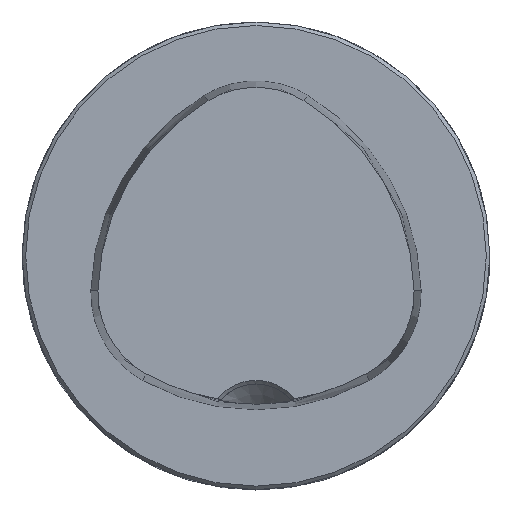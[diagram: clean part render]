
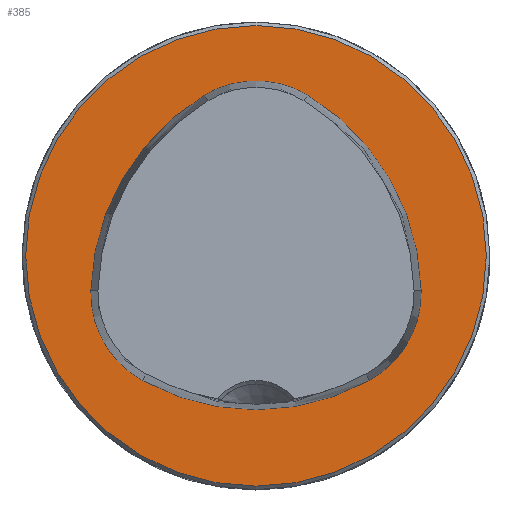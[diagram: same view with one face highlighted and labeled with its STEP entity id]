
A CAD part, top view. The second image highlights one B-rep face of the part: STEP entity #385.
In plain terms, the highlighted planar face has unit normal (0, 0, 1).
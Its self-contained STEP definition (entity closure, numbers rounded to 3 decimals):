
#63=PLANE('',#1503);
#385=ADVANCED_FACE('CU_E_LO_SU_1',(#501,#502),#63,.T.);
#501=FACE_BOUND('',#584,.T.);
#502=FACE_BOUND('',#585,.T.);
#584=EDGE_LOOP('',(#763));
#585=EDGE_LOOP('',(#764,#765,#766,#767,#768,#769));
#763=ORIENTED_EDGE('',*,*,#1263,.T.);
#764=ORIENTED_EDGE('',*,*,#1264,.F.);
#765=ORIENTED_EDGE('',*,*,#1265,.F.);
#766=ORIENTED_EDGE('',*,*,#1266,.F.);
#767=ORIENTED_EDGE('',*,*,#1267,.F.);
#768=ORIENTED_EDGE('',*,*,#1261,.F.);
#769=ORIENTED_EDGE('',*,*,#1268,.F.);
#1122=VERTEX_POINT('',#2407);
#1123=VERTEX_POINT('',#2409);
#1124=VERTEX_POINT('',#2413);
#1125=VERTEX_POINT('',#2415);
#1126=VERTEX_POINT('',#2416);
#1127=VERTEX_POINT('',#2418);
#1128=VERTEX_POINT('',#2420);
#1261=EDGE_CURVE('',#1122,#1123,#1403,.T.);
#1263=EDGE_CURVE('',#1124,#1124,#1404,.T.);
#1264=EDGE_CURVE('',#1125,#1126,#1405,.T.);
#1265=EDGE_CURVE('',#1127,#1125,#1406,.T.);
#1266=EDGE_CURVE('',#1128,#1127,#1407,.T.);
#1267=EDGE_CURVE('',#1123,#1128,#1408,.T.);
#1268=EDGE_CURVE('',#1126,#1122,#1409,.T.);
#1403=CIRCLE('',#1495,20.063);
#1404=CIRCLE('',#1497,19.7);
#1405=CIRCLE('',#1498,20.063);
#1406=CIRCLE('',#1499,8.563);
#1407=CIRCLE('',#1500,20.063);
#1408=CIRCLE('',#1501,8.563);
#1409=CIRCLE('',#1502,8.563);
#1495=AXIS2_PLACEMENT_3D('',#2408,#1684,#1685);
#1497=AXIS2_PLACEMENT_3D('',#2412,#1689,#1690);
#1498=AXIS2_PLACEMENT_3D('',#2414,#1691,#1692);
#1499=AXIS2_PLACEMENT_3D('',#2417,#1693,#1694);
#1500=AXIS2_PLACEMENT_3D('',#2419,#1695,#1696);
#1501=AXIS2_PLACEMENT_3D('',#2421,#1697,#1698);
#1502=AXIS2_PLACEMENT_3D('',#2422,#1699,#1700);
#1503=AXIS2_PLACEMENT_3D('',#2423,#1701,#1702);
#1684=DIRECTION('',(0.,0.,1.));
#1685=DIRECTION('',(1.,0.,0.));
#1689=DIRECTION('',(0.,0.,1.));
#1690=DIRECTION('',(1.,0.,0.));
#1691=DIRECTION('',(0.,0.,1.));
#1692=DIRECTION('',(1.,0.,0.));
#1693=DIRECTION('',(0.,0.,1.));
#1694=DIRECTION('',(1.,0.,0.));
#1695=DIRECTION('',(0.,0.,1.));
#1696=DIRECTION('',(1.,0.,0.));
#1697=DIRECTION('',(0.,0.,1.));
#1698=DIRECTION('',(1.,0.,0.));
#1699=DIRECTION('',(0.,0.,1.));
#1700=DIRECTION('',(1.,0.,0.));
#1701=DIRECTION('',(0.,0.,1.));
#1702=DIRECTION('',(1.,0.,0.));
#2407=CARTESIAN_POINT('',(-9.704,-10.66,0.));
#2408=CARTESIAN_POINT('',(0.,6.9,0.));
#2409=CARTESIAN_POINT('',(9.704,-10.66,0.));
#2412=CARTESIAN_POINT('',(0.,0.,0.));
#2413=CARTESIAN_POINT('',(19.7,0.,0.));
#2414=CARTESIAN_POINT('',(5.934,-3.451,0.));
#2415=CARTESIAN_POINT('',(-4.418,13.735,0.));
#2416=CARTESIAN_POINT('',(-14.123,-2.953,0.));
#2417=CARTESIAN_POINT('',(0.,6.4,0.));
#2418=CARTESIAN_POINT('',(4.418,13.735,0.));
#2419=CARTESIAN_POINT('',(-5.934,-3.451,0.));
#2420=CARTESIAN_POINT('',(14.123,-2.953,0.));
#2421=CARTESIAN_POINT('',(5.562,-3.165,0.));
#2422=CARTESIAN_POINT('',(-5.562,-3.165,0.));
#2423=CARTESIAN_POINT('',(0.,0.,0.));
